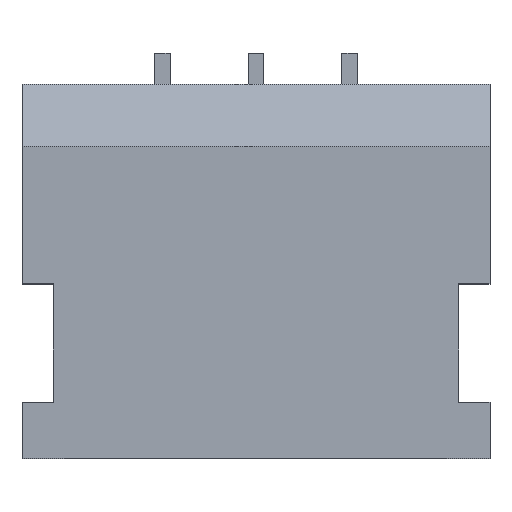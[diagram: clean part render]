
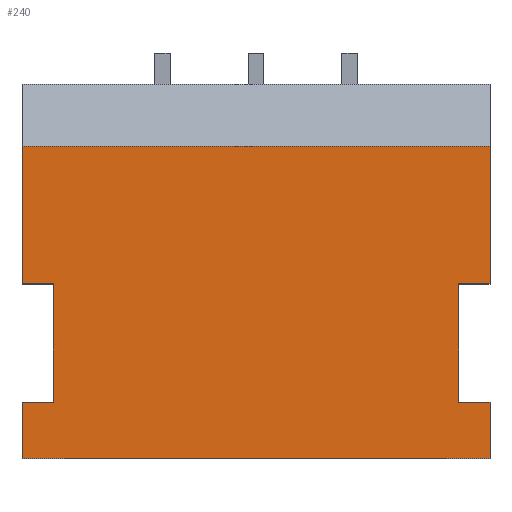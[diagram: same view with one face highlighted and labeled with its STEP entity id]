
A CAD part, top view. The second image highlights one B-rep face of the part: STEP entity #240.
In plain terms, the highlighted planar face has unit normal (0, 0, 1).
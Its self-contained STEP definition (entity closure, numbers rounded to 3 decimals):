
#48 = VERTEX_POINT('',#49);
#49 = CARTESIAN_POINT('',(-3.75,1.1,3.7));
#55 = EDGE_CURVE('',#48,#56,#58,.T.);
#56 = VERTEX_POINT('',#57);
#57 = CARTESIAN_POINT('',(-3.75,-1.1,3.7));
#58 = LINE('',#59,#60);
#59 = CARTESIAN_POINT('',(-3.75,2.1,3.7));
#60 = VECTOR('',#61,1.);
#61 = DIRECTION('',(0.,-1.,0.));
#222 = EDGE_CURVE('',#223,#56,#225,.T.);
#223 = VERTEX_POINT('',#224);
#224 = CARTESIAN_POINT('',(-3.25,-1.1,3.7));
#225 = LINE('',#226,#227);
#226 = CARTESIAN_POINT('',(-1.875,-1.1,3.7));
#227 = VECTOR('',#228,1.);
#228 = DIRECTION('',(-1.,0.,0.));
#240 = ADVANCED_FACE('',(#241),#323,.T.);
#241 = FACE_BOUND('',#242,.T.);
#242 = EDGE_LOOP('',(#243,#253,#261,#269,#277,#285,#293,#299,#300,#301,
    #309,#317));
#243 = ORIENTED_EDGE('',*,*,#244,.T.);
#244 = EDGE_CURVE('',#245,#247,#249,.T.);
#245 = VERTEX_POINT('',#246);
#246 = CARTESIAN_POINT('',(-3.75,-3.9,3.7));
#247 = VERTEX_POINT('',#248);
#248 = CARTESIAN_POINT('',(3.75,-3.9,3.7));
#249 = LINE('',#250,#251);
#250 = CARTESIAN_POINT('',(-3.75,-3.9,3.7));
#251 = VECTOR('',#252,1.);
#252 = DIRECTION('',(1.,0.,0.));
#253 = ORIENTED_EDGE('',*,*,#254,.T.);
#254 = EDGE_CURVE('',#247,#255,#257,.T.);
#255 = VERTEX_POINT('',#256);
#256 = CARTESIAN_POINT('',(3.75,-3.,3.7));
#257 = LINE('',#258,#259);
#258 = CARTESIAN_POINT('',(3.75,-3.9,3.7));
#259 = VECTOR('',#260,1.);
#260 = DIRECTION('',(0.,1.,0.));
#261 = ORIENTED_EDGE('',*,*,#262,.T.);
#262 = EDGE_CURVE('',#255,#263,#265,.T.);
#263 = VERTEX_POINT('',#264);
#264 = CARTESIAN_POINT('',(3.25,-3.,3.7));
#265 = LINE('',#266,#267);
#266 = CARTESIAN_POINT('',(1.625,-3.,3.7));
#267 = VECTOR('',#268,1.);
#268 = DIRECTION('',(-1.,0.,0.));
#269 = ORIENTED_EDGE('',*,*,#270,.T.);
#270 = EDGE_CURVE('',#263,#271,#273,.T.);
#271 = VERTEX_POINT('',#272);
#272 = CARTESIAN_POINT('',(3.25,-1.1,3.7));
#273 = LINE('',#274,#275);
#274 = CARTESIAN_POINT('',(3.25,-1.,3.7));
#275 = VECTOR('',#276,1.);
#276 = DIRECTION('',(0.,1.,0.));
#277 = ORIENTED_EDGE('',*,*,#278,.T.);
#278 = EDGE_CURVE('',#271,#279,#281,.T.);
#279 = VERTEX_POINT('',#280);
#280 = CARTESIAN_POINT('',(3.75,-1.1,3.7));
#281 = LINE('',#282,#283);
#282 = CARTESIAN_POINT('',(1.875,-1.1,3.7));
#283 = VECTOR('',#284,1.);
#284 = DIRECTION('',(1.,0.,0.));
#285 = ORIENTED_EDGE('',*,*,#286,.T.);
#286 = EDGE_CURVE('',#279,#287,#289,.T.);
#287 = VERTEX_POINT('',#288);
#288 = CARTESIAN_POINT('',(3.75,1.1,3.7));
#289 = LINE('',#290,#291);
#290 = CARTESIAN_POINT('',(3.75,-3.9,3.7));
#291 = VECTOR('',#292,1.);
#292 = DIRECTION('',(0.,1.,0.));
#293 = ORIENTED_EDGE('',*,*,#294,.T.);
#294 = EDGE_CURVE('',#287,#48,#295,.T.);
#295 = LINE('',#296,#297);
#296 = CARTESIAN_POINT('',(10.698,1.1,3.7));
#297 = VECTOR('',#298,1.);
#298 = DIRECTION('',(-1.,-0.,-0.));
#299 = ORIENTED_EDGE('',*,*,#55,.T.);
#300 = ORIENTED_EDGE('',*,*,#222,.F.);
#301 = ORIENTED_EDGE('',*,*,#302,.F.);
#302 = EDGE_CURVE('',#303,#223,#305,.T.);
#303 = VERTEX_POINT('',#304);
#304 = CARTESIAN_POINT('',(-3.25,-3.,3.7));
#305 = LINE('',#306,#307);
#306 = CARTESIAN_POINT('',(-3.25,-1.,3.7));
#307 = VECTOR('',#308,1.);
#308 = DIRECTION('',(0.,1.,0.));
#309 = ORIENTED_EDGE('',*,*,#310,.F.);
#310 = EDGE_CURVE('',#311,#303,#313,.T.);
#311 = VERTEX_POINT('',#312);
#312 = CARTESIAN_POINT('',(-3.75,-3.,3.7));
#313 = LINE('',#314,#315);
#314 = CARTESIAN_POINT('',(-1.625,-3.,3.7));
#315 = VECTOR('',#316,1.);
#316 = DIRECTION('',(1.,0.,0.));
#317 = ORIENTED_EDGE('',*,*,#318,.T.);
#318 = EDGE_CURVE('',#311,#245,#319,.T.);
#319 = LINE('',#320,#321);
#320 = CARTESIAN_POINT('',(-3.75,2.1,3.7));
#321 = VECTOR('',#322,1.);
#322 = DIRECTION('',(0.,-1.,0.));
#323 = PLANE('',#324);
#324 = AXIS2_PLACEMENT_3D('',#325,#326,#327);
#325 = CARTESIAN_POINT('',(0.,-0.9,3.7));
#326 = DIRECTION('',(0.,0.,1.));
#327 = DIRECTION('',(1.,0.,0.));
